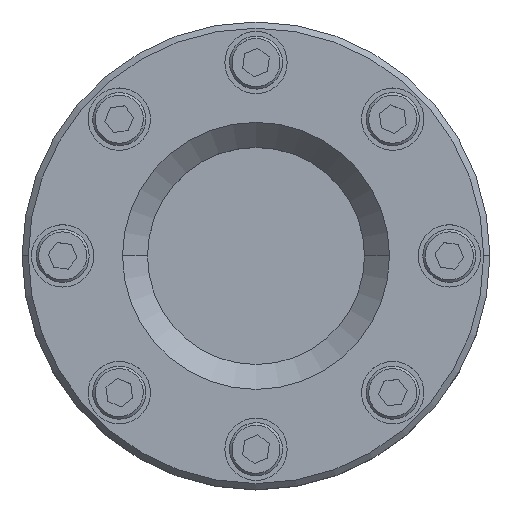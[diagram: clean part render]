
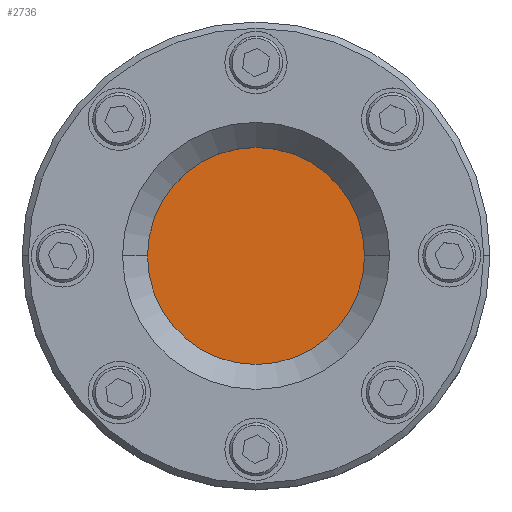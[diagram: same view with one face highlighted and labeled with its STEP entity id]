
A CAD part, top view. The second image highlights one B-rep face of the part: STEP entity #2736.
In plain terms, the highlighted planar face has unit normal (0, 0, 1).
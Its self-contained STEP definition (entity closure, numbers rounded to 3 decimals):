
#534 = VERTEX_POINT ( 'NONE', #5818 ) ;
#535 = VERTEX_POINT ( 'NONE', #3484 ) ;
#735 = CARTESIAN_POINT ( 'NONE',  ( 0., 0., 0.025 ) ) ;
#804 = CARTESIAN_POINT ( 'NONE',  ( 0., 0., 0.025 ) ) ;
#1015 = AXIS2_PLACEMENT_3D ( 'NONE', #6530, #3076, #7127 ) ;
#1329 = DIRECTION ( 'NONE',  ( -0.532, 0.847, 0. ) ) ;
#1407 = DIRECTION ( 'NONE',  ( -0.532, 0.847, 0. ) ) ;
#1664 = CIRCLE ( 'NONE', #1015, 25. ) ;
#1689 = EDGE_CURVE ( 'NONE', #534, #535, #1664, .T. ) ;
#1901 = ORIENTED_EDGE ( 'NONE', *, *, #2379, .T. ) ;
#2379 = EDGE_CURVE ( 'NONE', #535, #534, #4237, .T. ) ;
#2736 = ADVANCED_FACE ( 'NONE', ( #5659 ), #6011, .F. ) ;
#2907 = ORIENTED_EDGE ( 'NONE', *, *, #1689, .T. ) ;
#3076 = DIRECTION ( 'NONE',  ( 0., 0., 1. ) ) ;
#3157 = AXIS2_PLACEMENT_3D ( 'NONE', #735, #4778, #1329 ) ;
#3484 = CARTESIAN_POINT ( 'NONE',  ( -13.308, 21.163, 0.025 ) ) ;
#3740 = EDGE_LOOP ( 'NONE', ( #1901, #2907 ) ) ;
#4237 = CIRCLE ( 'NONE', #3157, 25. ) ;
#4778 = DIRECTION ( 'NONE',  ( 0., 0., 1. ) ) ;
#4855 = DIRECTION ( 'NONE',  ( 0., 0., -1. ) ) ;
#5326 = AXIS2_PLACEMENT_3D ( 'NONE', #804, #4855, #1407 ) ;
#5659 = FACE_OUTER_BOUND ( 'NONE', #3740, .T. ) ;
#5818 = CARTESIAN_POINT ( 'NONE',  ( 13.308, -21.163, 0.025 ) ) ;
#6011 = PLANE ( 'NONE',  #5326 ) ;
#6530 = CARTESIAN_POINT ( 'NONE',  ( 0., 0., 0.025 ) ) ;
#7127 = DIRECTION ( 'NONE',  ( -0.532, 0.847, 0. ) ) ;
